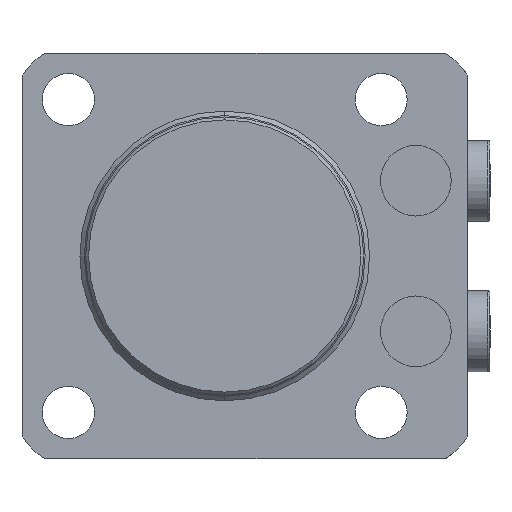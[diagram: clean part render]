
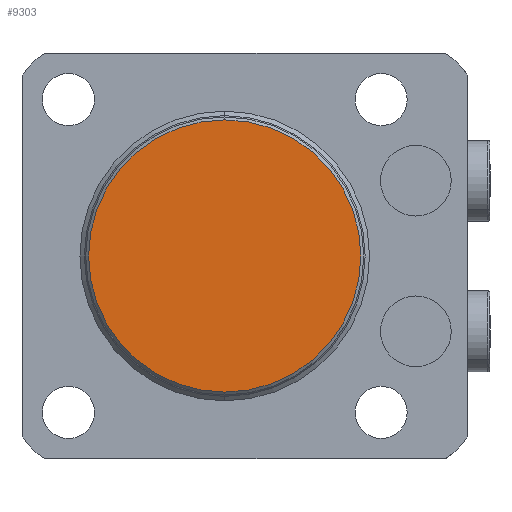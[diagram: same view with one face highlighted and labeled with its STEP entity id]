
A CAD part, front view. The second image highlights one B-rep face of the part: STEP entity #9303.
In plain terms, the highlighted planar face has unit normal (0, -1, 0).
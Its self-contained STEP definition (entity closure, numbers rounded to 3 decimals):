
#1600 = EDGE_CURVE ( 'NONE', #1628, #1601, #6602, .T. ) ;
#1601 = VERTEX_POINT ( 'NONE', #6597 ) ;
#1628 = VERTEX_POINT ( 'NONE', #6666 ) ;
#6597 = CARTESIAN_POINT ( 'NONE',  ( 0., -75., 23.5 ) ) ;
#6598 = DIRECTION ( 'NONE',  ( 0., 0., -1. ) ) ;
#6599 = DIRECTION ( 'NONE',  ( 0., -1., 0. ) ) ;
#6600 = CARTESIAN_POINT ( 'NONE',  ( 0., -75., 0. ) ) ;
#6601 = AXIS2_PLACEMENT_3D ( 'NONE', #6600, #6599, #6598 ) ;
#6602 = CIRCLE ( 'NONE', #6601, 23.5 ) ;
#6666 = CARTESIAN_POINT ( 'NONE',  ( 0., -75., -23.5 ) ) ;
#9047 = DIRECTION ( 'NONE',  ( 0., 0., -1. ) ) ;
#9048 = DIRECTION ( 'NONE',  ( 0., -1., 0. ) ) ;
#9049 = CARTESIAN_POINT ( 'NONE',  ( 35., -75., 35. ) ) ;
#9050 = AXIS2_PLACEMENT_3D ( 'NONE', #9049, #9048, #9047 ) ;
#9051 = PLANE ( 'NONE',  #9050 ) ;
#9052 = FACE_OUTER_BOUND ( 'NONE', #9327, .T. ) ;
#9076 = DIRECTION ( 'NONE',  ( 0., 0., -1. ) ) ;
#9077 = DIRECTION ( 'NONE',  ( 0., -1., 0. ) ) ;
#9078 = AXIS2_PLACEMENT_3D ( 'NONE', #9084, #9077, #9076 ) ;
#9079 = CIRCLE ( 'NONE', #9078, 23.5 ) ;
#9084 = CARTESIAN_POINT ( 'NONE',  ( 0., -75., 0. ) ) ;
#9303 = ADVANCED_FACE ( 'NONE', ( #9052 ), #9051, .T. ) ;
#9324 = ORIENTED_EDGE ( 'NONE', *, *, #1600, .T. ) ;
#9325 = ORIENTED_EDGE ( 'NONE', *, *, #9326, .T. ) ;
#9326 = EDGE_CURVE ( 'NONE', #1601, #1628, #9079, .T. ) ;
#9327 = EDGE_LOOP ( 'NONE', ( #9325, #9324 ) ) ;
